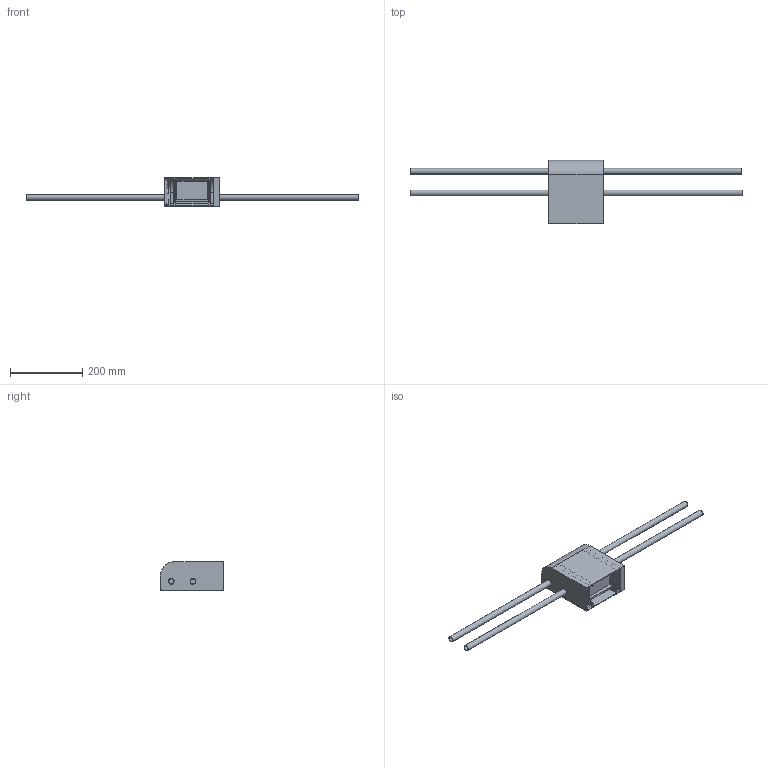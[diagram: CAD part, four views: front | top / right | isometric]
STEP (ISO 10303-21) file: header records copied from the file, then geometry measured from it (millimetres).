
FILE_DESCRIPTION(/* description */ (''),/* implementation_level */ '2;1');
FILE_NAME(/* name */ '',/* time_stamp */ '2025-10-29T09:33:01+09:00',/* author */ (''),/* organization */ (''),/* preprocessor_version */ 'ST-DEVELOPER v20.1',/* originating_system */ 'Autodesk Translation Framework v14.17.0.0',/* authorisation */ '');
FILE_SCHEMA (('AUTOMOTIVE_DESIGN { 1 0 10303 214 3 1 1 }'));
Length unit declared in the file: millimetre
Products named in the file (3): フレーム; パイプ; (Unsaved)
Assembly tree (5 placements, depth 2):
  フレーム
    パイプ  x4
    (Unsaved)
Bounding box: 920 x 175 x 80 mm (x, y, z)
Volume: 735651.7 mm3; surface area: 409170.3 mm2
Topology: 6 solids, 6 shells, 172 faces, 377 edges, 238 vertices
Faces by surface type: cylinder 80, plane 77, torus 10, bspline 5
Full cylindrical faces by diameter (mm): 3.2 x4, 3.4 x8, 3.74 x8, 6 x8, 14 x4, 16 x8
Entity records: 4735 total; most frequent: CARTESIAN_POINT 886, DIRECTION 836, ORIENTED_EDGE 718, EDGE_CURVE 359, AXIS2_PLACEMENT_3D 317, VERTEX_POINT 226, EDGE_LOOP 207, LINE 202
